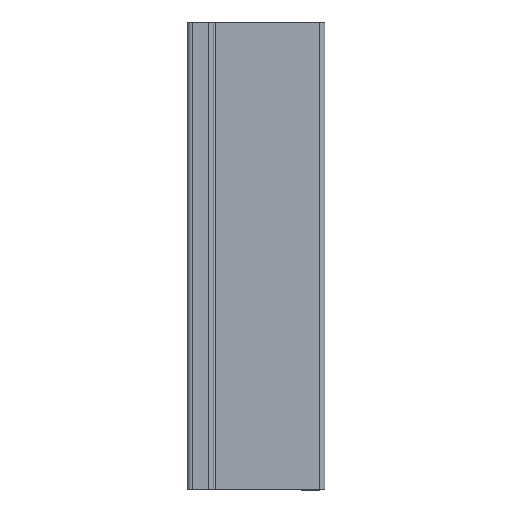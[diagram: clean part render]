
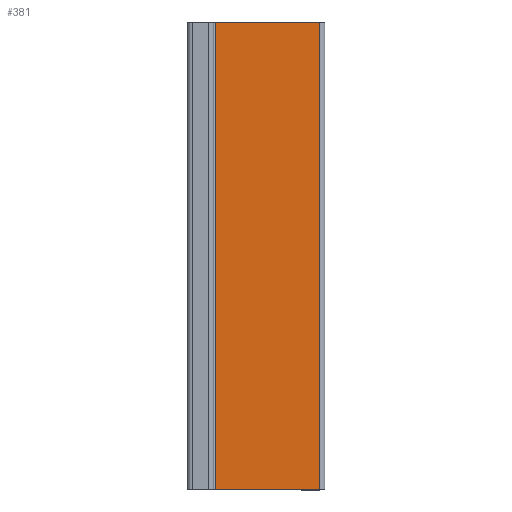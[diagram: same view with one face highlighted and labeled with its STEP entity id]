
A CAD part, top view. The second image highlights one B-rep face of the part: STEP entity #381.
In plain terms, the highlighted planar face has unit normal (0, 0, 1).
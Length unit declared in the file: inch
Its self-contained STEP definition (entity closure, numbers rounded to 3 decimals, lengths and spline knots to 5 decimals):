
#318=CARTESIAN_POINT('',(4.463,8.794,-0.694));
#319=VERTEX_POINT('',#318);
#327=CARTESIAN_POINT('',(4.463,2.794,-0.694));
#328=VERTEX_POINT('',#327);
#329=CARTESIAN_POINT('',(4.463,5.794,-0.694));
#330=DIRECTION('',(0.,-1.,0.));
#331=VECTOR('',#330,1.);
#332=LINE('',#329,#331);
#333=EDGE_CURVE('',#319,#328,#332,.T.);
#351=CARTESIAN_POINT('',(3.125,8.794,-0.694));
#352=VERTEX_POINT('',#351);
#353=CARTESIAN_POINT('',(3.125,8.794,-0.694));
#354=DIRECTION('',(-1.,0.,0.));
#355=VECTOR('',#354,1.);
#356=LINE('',#353,#355);
#357=EDGE_CURVE('',#319,#352,#356,.T.);
#358=ORIENTED_EDGE('',*,*,#357,.T.);
#359=CARTESIAN_POINT('',(3.125,2.794,-0.694));
#360=VERTEX_POINT('',#359);
#361=CARTESIAN_POINT('',(3.125,5.794,-0.694));
#362=DIRECTION('',(0.,1.,0.));
#363=VECTOR('',#362,1.);
#364=LINE('',#361,#363);
#365=EDGE_CURVE('',#360,#352,#364,.T.);
#366=ORIENTED_EDGE('',*,*,#365,.F.);
#367=CARTESIAN_POINT('',(3.125,2.794,-0.694));
#368=DIRECTION('',(1.,0.,0.));
#369=VECTOR('',#368,1.);
#370=LINE('',#367,#369);
#371=EDGE_CURVE('',#360,#328,#370,.T.);
#372=ORIENTED_EDGE('',*,*,#371,.T.);
#373=ORIENTED_EDGE('',*,*,#333,.F.);
#374=EDGE_LOOP('',(#358,#366,#372,#373));
#375=FACE_OUTER_BOUND('',#374,.T.);
#376=CARTESIAN_POINT('',(3.794,5.794,-0.694));
#377=DIRECTION('',(0.,0.,1.));
#378=DIRECTION('',(1.,0.,0.));
#379=AXIS2_PLACEMENT_3D('',#376,#377,#378);
#380=PLANE('',#379);
#381=ADVANCED_FACE('',(#375),#380,.T.);
